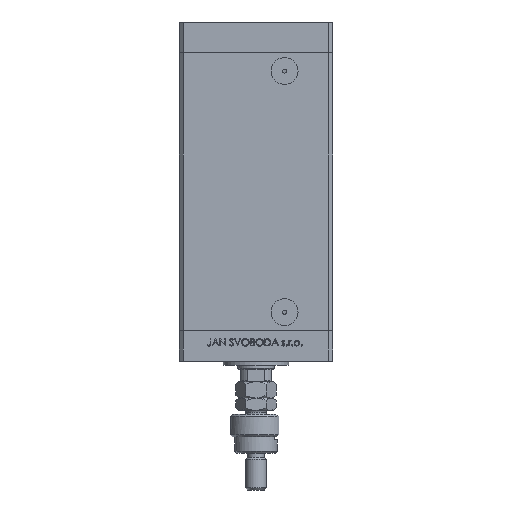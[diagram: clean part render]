
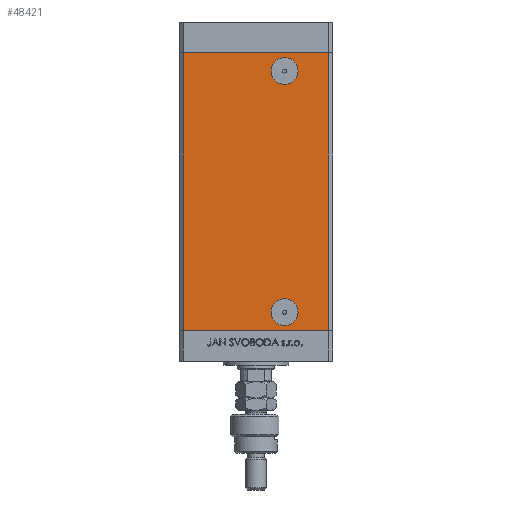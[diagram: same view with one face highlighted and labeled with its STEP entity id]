
A CAD part, front view. The second image highlights one B-rep face of the part: STEP entity #48421.
In plain terms, the highlighted planar face has unit normal (0, -1, 0).
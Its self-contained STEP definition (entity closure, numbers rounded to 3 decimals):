
#15 = FACE_BOUND ( 'NONE', #4453, .T. ) ;
#432 = LINE ( 'NONE', #2912, #10218 ) ;
#499 = ORIENTED_EDGE ( 'NONE', *, *, #33950, .T. ) ;
#582 = CARTESIAN_POINT ( 'NONE',  ( 14., -32.5, 9. ) ) ;
#873 = VERTEX_POINT ( 'NONE', #48448 ) ;
#2667 = CARTESIAN_POINT ( 'NONE',  ( -35.5, -32.5, 136. ) ) ;
#2800 = AXIS2_PLACEMENT_3D ( 'NONE', #16197, #3212, #23383 ) ;
#2912 = CARTESIAN_POINT ( 'NONE',  ( -35.5, -32.5, 136. ) ) ;
#3212 = DIRECTION ( 'NONE',  ( 0., 1., 0. ) ) ;
#3470 = FACE_OUTER_BOUND ( 'NONE', #38096, .T. ) ;
#3488 = CIRCLE ( 'NONE', #11085, 6.58 ) ;
#3503 = LINE ( 'NONE', #36142, #45299 ) ;
#3991 = PLANE ( 'NONE',  #2800 ) ;
#4453 = EDGE_LOOP ( 'NONE', ( #18597, #33251 ) ) ;
#4485 = CIRCLE ( 'NONE', #11258, 6.58 ) ;
#4551 = CARTESIAN_POINT ( 'NONE',  ( -35.5, -32.5, 0. ) ) ;
#6281 = CARTESIAN_POINT ( 'NONE',  ( 14., -32.5, 120.42 ) ) ;
#6877 = DIRECTION ( 'NONE',  ( 1., 0., 0. ) ) ;
#7180 = DIRECTION ( 'NONE',  ( 1., 0., 0. ) ) ;
#7890 = ORIENTED_EDGE ( 'NONE', *, *, #8886, .F. ) ;
#8886 = EDGE_CURVE ( 'NONE', #11900, #32499, #28685, .T. ) ;
#10218 = VECTOR ( 'NONE', #6877, 1000. ) ;
#10615 = CARTESIAN_POINT ( 'NONE',  ( -35.5, -32.5, 0. ) ) ;
#10928 = DIRECTION ( 'NONE',  ( 0., 1., 0. ) ) ;
#11085 = AXIS2_PLACEMENT_3D ( 'NONE', #31175, #26659, #26385 ) ;
#11258 = AXIS2_PLACEMENT_3D ( 'NONE', #32167, #10928, #11724 ) ;
#11401 = DIRECTION ( 'NONE',  ( 0., 0., -1. ) ) ;
#11665 = LINE ( 'NONE', #2667, #31119 ) ;
#11724 = DIRECTION ( 'NONE',  ( 0., 0., -1. ) ) ;
#11900 = VERTEX_POINT ( 'NONE', #12824 ) ;
#12824 = CARTESIAN_POINT ( 'NONE',  ( 14., -32.5, 15.58 ) ) ;
#16197 = CARTESIAN_POINT ( 'NONE',  ( -35.5, -32.5, 136. ) ) ;
#17301 = EDGE_CURVE ( 'NONE', #31438, #873, #432, .T. ) ;
#17539 = EDGE_CURVE ( 'NONE', #41378, #45752, #3488, .T. ) ;
#17555 = ORIENTED_EDGE ( 'NONE', *, *, #36083, .T. ) ;
#18597 = ORIENTED_EDGE ( 'NONE', *, *, #24326, .T. ) ;
#18980 = ORIENTED_EDGE ( 'NONE', *, *, #29791, .F. ) ;
#20005 = CIRCLE ( 'NONE', #51365, 6.58 ) ;
#21032 = CARTESIAN_POINT ( 'NONE',  ( 14., -32.5, 133.58 ) ) ;
#21964 = EDGE_LOOP ( 'NONE', ( #18980, #7890 ) ) ;
#22214 = DIRECTION ( 'NONE',  ( 0., -1., 0. ) ) ;
#22515 = CARTESIAN_POINT ( 'NONE',  ( -35.5, -32.5, 136. ) ) ;
#22574 = EDGE_CURVE ( 'NONE', #873, #42789, #3503, .T. ) ;
#23383 = DIRECTION ( 'NONE',  ( 0., 0., 1. ) ) ;
#23599 = CARTESIAN_POINT ( 'NONE',  ( 35.5, -32.5, 0. ) ) ;
#23971 = DIRECTION ( 'NONE',  ( 0., -1., 0. ) ) ;
#24326 = EDGE_CURVE ( 'NONE', #45752, #41378, #4485, .T. ) ;
#24445 = AXIS2_PLACEMENT_3D ( 'NONE', #582, #23971, #36434 ) ;
#26385 = DIRECTION ( 'NONE',  ( 0., 0., -1. ) ) ;
#26659 = DIRECTION ( 'NONE',  ( 0., 1., 0. ) ) ;
#27003 = CARTESIAN_POINT ( 'NONE',  ( 14., -32.5, 9. ) ) ;
#28685 = CIRCLE ( 'NONE', #24445, 6.58 ) ;
#29791 = EDGE_CURVE ( 'NONE', #32499, #11900, #20005, .T. ) ;
#31119 = VECTOR ( 'NONE', #11401, 1000. ) ;
#31175 = CARTESIAN_POINT ( 'NONE',  ( 14., -32.5, 127. ) ) ;
#31438 = VERTEX_POINT ( 'NONE', #22515 ) ;
#32167 = CARTESIAN_POINT ( 'NONE',  ( 14., -32.5, 127. ) ) ;
#32499 = VERTEX_POINT ( 'NONE', #43971 ) ;
#33251 = ORIENTED_EDGE ( 'NONE', *, *, #17539, .T. ) ;
#33950 = EDGE_CURVE ( 'NONE', #31438, #47702, #11665, .T. ) ;
#36083 = EDGE_CURVE ( 'NONE', #47702, #42789, #47007, .T. ) ;
#36142 = CARTESIAN_POINT ( 'NONE',  ( 35.5, -32.5, 136. ) ) ;
#36372 = FACE_BOUND ( 'NONE', #21964, .T. ) ;
#36434 = DIRECTION ( 'NONE',  ( 0., 0., -1. ) ) ;
#37327 = ORIENTED_EDGE ( 'NONE', *, *, #22574, .F. ) ;
#38096 = EDGE_LOOP ( 'NONE', ( #17555, #37327, #41822, #499 ) ) ;
#41378 = VERTEX_POINT ( 'NONE', #21032 ) ;
#41822 = ORIENTED_EDGE ( 'NONE', *, *, #17301, .F. ) ;
#42789 = VERTEX_POINT ( 'NONE', #23599 ) ;
#43971 = CARTESIAN_POINT ( 'NONE',  ( 14., -32.5, 2.42 ) ) ;
#44624 = DIRECTION ( 'NONE',  ( 0., 0., -1. ) ) ;
#45299 = VECTOR ( 'NONE', #44624, 1000. ) ;
#45752 = VERTEX_POINT ( 'NONE', #6281 ) ;
#47007 = LINE ( 'NONE', #10615, #52423 ) ;
#47182 = DIRECTION ( 'NONE',  ( 0., 0., -1. ) ) ;
#47702 = VERTEX_POINT ( 'NONE', #4551 ) ;
#48421 = ADVANCED_FACE ( 'NONE', ( #36372, #3470, #15 ), #3991, .F. ) ;
#48448 = CARTESIAN_POINT ( 'NONE',  ( 35.5, -32.5, 136. ) ) ;
#51365 = AXIS2_PLACEMENT_3D ( 'NONE', #27003, #22214, #47182 ) ;
#52423 = VECTOR ( 'NONE', #7180, 1000. ) ;
